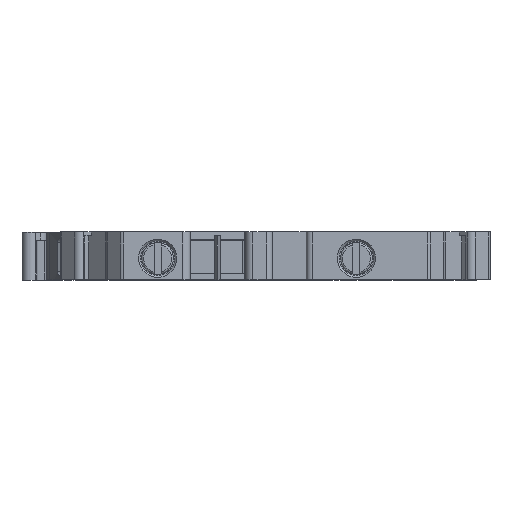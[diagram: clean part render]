
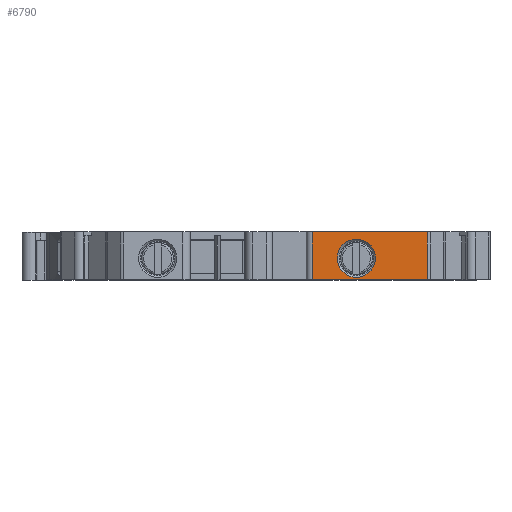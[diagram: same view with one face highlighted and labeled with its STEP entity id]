
A CAD part, top view. The second image highlights one B-rep face of the part: STEP entity #6790.
In plain terms, the highlighted planar face has unit normal (0, 0, 1).
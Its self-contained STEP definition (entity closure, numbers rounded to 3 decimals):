
#439=CIRCLE('',#7155,2.4);
#1679=ORIENTED_EDGE('',*,*,#2412,.T.);
#1680=ORIENTED_EDGE('',*,*,#2039,.T.);
#1681=ORIENTED_EDGE('',*,*,#2566,.T.);
#1682=ORIENTED_EDGE('',*,*,#1982,.F.);
#1683=ORIENTED_EDGE('',*,*,#2565,.T.);
#1982=EDGE_CURVE('',#2706,#2707,#3150,.T.);
#2039=EDGE_CURVE('',#2764,#2763,#3176,.F.);
#2412=EDGE_CURVE('',#3045,#3045,#439,.T.);
#2565=EDGE_CURVE('',#2706,#2764,#3498,.T.);
#2566=EDGE_CURVE('',#2763,#2707,#3499,.T.);
#2706=VERTEX_POINT('',#8922);
#2707=VERTEX_POINT('',#8924);
#2763=VERTEX_POINT('',#9043);
#2764=VERTEX_POINT('',#9045);
#3045=VERTEX_POINT('',#10134);
#3150=LINE('',#8923,#3571);
#3176=LINE('',#9044,#3597);
#3498=LINE('',#10459,#3919);
#3499=LINE('',#10461,#3920);
#3571=VECTOR('',#7459,1000.);
#3597=VECTOR('',#7547,1000.);
#3919=VECTOR('',#8581,1000.);
#3920=VECTOR('',#8584,1000.);
#4174=EDGE_LOOP('',(#1679));
#4175=EDGE_LOOP('',(#1680,#1681,#1682,#1683));
#4466=FACE_BOUND('',#4174,.T.);
#4467=FACE_BOUND('',#4175,.T.);
#4633=PLANE('',#7276);
#6790=ADVANCED_FACE('',(#4466,#4467),#4633,.F.);
#7155=AXIS2_PLACEMENT_3D('',#10133,#8193,#8194);
#7276=AXIS2_PLACEMENT_3D('',#10460,#8582,#8583);
#7459=DIRECTION('',(1.,0.,0.));
#7547=DIRECTION('',(-1.,0.,0.));
#8193=DIRECTION('',(0.,0.,-1.));
#8194=DIRECTION('',(-1.,0.,0.));
#8581=DIRECTION('',(0.,-1.,0.));
#8582=DIRECTION('',(0.,0.,-1.));
#8583=DIRECTION('',(-1.,0.,0.));
#8584=DIRECTION('',(0.,1.,0.));
#8922=CARTESIAN_POINT('',(3.381,3.32,17.5));
#8923=CARTESIAN_POINT('',(-40.,3.32,17.5));
#8924=CARTESIAN_POINT('',(17.864,3.32,17.5));
#9043=CARTESIAN_POINT('',(17.864,-2.68,17.5));
#9044=CARTESIAN_POINT('',(0.,-2.68,17.5));
#9045=CARTESIAN_POINT('',(3.381,-2.68,17.5));
#10133=CARTESIAN_POINT('',(8.95,0.,17.5));
#10134=CARTESIAN_POINT('',(6.55,0.,17.5));
#10459=CARTESIAN_POINT('',(3.381,3.32,17.5));
#10460=CARTESIAN_POINT('',(-40.,3.32,17.5));
#10461=CARTESIAN_POINT('',(17.864,3.32,17.5));
